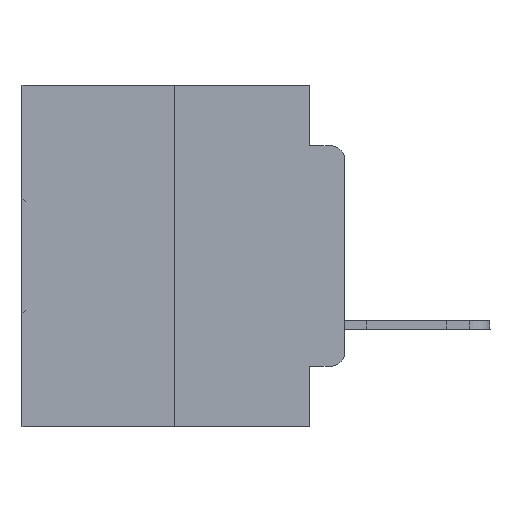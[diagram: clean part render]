
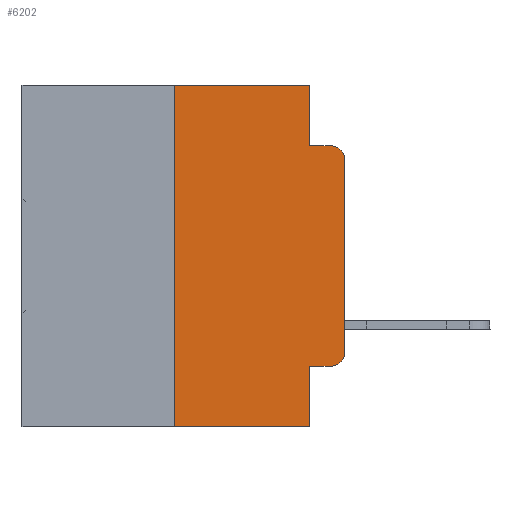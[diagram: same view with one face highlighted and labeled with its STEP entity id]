
A CAD part, left-side view. The second image highlights one B-rep face of the part: STEP entity #6202.
In plain terms, the highlighted planar face has unit normal (-1, 0, 0).
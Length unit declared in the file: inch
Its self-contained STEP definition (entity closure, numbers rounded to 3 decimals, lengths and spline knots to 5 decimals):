
#462 = VECTOR ( 'NONE', #27949, 39.37008 ) ;
#1324 = PLANE ( 'NONE',  #9838 ) ;
#1910 = VERTEX_POINT ( 'NONE', #13325 ) ;
#1984 = CARTESIAN_POINT ( 'NONE',  ( 0., 0.25, 0. ) ) ;
#2086 = EDGE_CURVE ( 'NONE', #1910, #26902, #29428, .T. ) ;
#3156 = FACE_OUTER_BOUND ( 'NONE', #23972, .T. ) ;
#3406 = EDGE_CURVE ( 'NONE', #11067, #15565, #9967, .T. ) ;
#3648 = EDGE_CURVE ( 'NONE', #22062, #27454, #19250, .T. ) ;
#3672 = DIRECTION ( 'NONE',  ( 1., 0., 0. ) ) ;
#3922 = CARTESIAN_POINT ( 'NONE',  ( 0., 0., -0.1085 ) ) ;
#4308 = DIRECTION ( 'NONE',  ( -1., 0., 0. ) ) ;
#4329 = ORIENTED_EDGE ( 'NONE', *, *, #25225, .T. ) ;
#4395 = DIRECTION ( 'NONE',  ( 0., 0., -1. ) ) ;
#4599 = VERTEX_POINT ( 'NONE', #12304 ) ;
#5346 = VECTOR ( 'NONE', #16732, 39.37008 ) ;
#5810 = EDGE_CURVE ( 'NONE', #15565, #27659, #16257, .T. ) ;
#6202 = ADVANCED_FACE ( 'NONE', ( #3156 ), #1324, .F. ) ;
#6319 = VECTOR ( 'NONE', #23089, 39.37008 ) ;
#8875 = CARTESIAN_POINT ( 'NONE',  ( 0., 0.473, -0.5 ) ) ;
#9529 = VECTOR ( 'NONE', #13858, 39.37008 ) ;
#9838 = AXIS2_PLACEMENT_3D ( 'NONE', #10870, #3672, #13488 ) ;
#9967 = CIRCLE ( 'NONE', #21727, 0.02 ) ;
#10239 = ORIENTED_EDGE ( 'NONE', *, *, #20691, .T. ) ;
#10285 = VECTOR ( 'NONE', #17876, 39.37008 ) ;
#10364 = CARTESIAN_POINT ( 'NONE',  ( 0., 0.051, 0. ) ) ;
#10478 = VECTOR ( 'NONE', #11970, 39.37008 ) ;
#10782 = ORIENTED_EDGE ( 'NONE', *, *, #21377, .F. ) ;
#10792 = CARTESIAN_POINT ( 'NONE',  ( 0., 0., 0. ) ) ;
#10870 = CARTESIAN_POINT ( 'NONE',  ( 0., 0.473, 0. ) ) ;
#11067 = VERTEX_POINT ( 'NONE', #25905 ) ;
#11970 = DIRECTION ( 'NONE',  ( 0., 0., -1. ) ) ;
#12222 = CARTESIAN_POINT ( 'NONE',  ( 0., 0.051, -0.4115 ) ) ;
#12304 = CARTESIAN_POINT ( 'NONE',  ( 0., 0.051, -0.0885 ) ) ;
#13325 = CARTESIAN_POINT ( 'NONE',  ( 0., 0.25, -0.5 ) ) ;
#13488 = DIRECTION ( 'NONE',  ( 0., 0., -1. ) ) ;
#13858 = DIRECTION ( 'NONE',  ( 0., -1., 0. ) ) ;
#15565 = VERTEX_POINT ( 'NONE', #22972 ) ;
#15884 = LINE ( 'NONE', #28128, #9529 ) ;
#15950 = ORIENTED_EDGE ( 'NONE', *, *, #3648, .F. ) ;
#16257 = LINE ( 'NONE', #10792, #10285 ) ;
#16291 = VECTOR ( 'NONE', #19628, 39.37008 ) ;
#16732 = DIRECTION ( 'NONE',  ( 0., -1., 0. ) ) ;
#16966 = ORIENTED_EDGE ( 'NONE', *, *, #27251, .F. ) ;
#17394 = CARTESIAN_POINT ( 'NONE',  ( 0., 0.25, 0. ) ) ;
#17530 = VERTEX_POINT ( 'NONE', #18756 ) ;
#17563 = EDGE_CURVE ( 'NONE', #27659, #26456, #26475, .T. ) ;
#17876 = DIRECTION ( 'NONE',  ( 0., 0., 1. ) ) ;
#18019 = LINE ( 'NONE', #21406, #5346 ) ;
#18628 = VECTOR ( 'NONE', #25400, 39.37008 ) ;
#18756 = CARTESIAN_POINT ( 'NONE',  ( 0., 0.051, 0. ) ) ;
#18786 = LINE ( 'NONE', #8875, #462 ) ;
#19024 = CARTESIAN_POINT ( 'NONE',  ( 0., 0.051, 0. ) ) ;
#19250 = LINE ( 'NONE', #10364, #16291 ) ;
#19628 = DIRECTION ( 'NONE',  ( 0., 0., -1. ) ) ;
#19785 = LINE ( 'NONE', #19024, #10478 ) ;
#19940 = CARTESIAN_POINT ( 'NONE',  ( 0., 0.051, -0.5 ) ) ;
#20194 = ORIENTED_EDGE ( 'NONE', *, *, #3406, .T. ) ;
#20664 = ORIENTED_EDGE ( 'NONE', *, *, #17563, .T. ) ;
#20691 = EDGE_CURVE ( 'NONE', #1910, #27454, #18786, .T. ) ;
#21245 = CARTESIAN_POINT ( 'NONE',  ( 0., 0.02, -0.3915 ) ) ;
#21377 = EDGE_CURVE ( 'NONE', #4599, #26456, #18019, .T. ) ;
#21406 = CARTESIAN_POINT ( 'NONE',  ( 0., 0.051, -0.0885 ) ) ;
#21727 = AXIS2_PLACEMENT_3D ( 'NONE', #21245, #4308, #28468 ) ;
#22062 = VERTEX_POINT ( 'NONE', #12222 ) ;
#22344 = LINE ( 'NONE', #28038, #18628 ) ;
#22764 = ORIENTED_EDGE ( 'NONE', *, *, #2086, .F. ) ;
#22905 = EDGE_CURVE ( 'NONE', #17530, #4599, #19785, .T. ) ;
#22972 = CARTESIAN_POINT ( 'NONE',  ( 0., 0., -0.3915 ) ) ;
#23089 = DIRECTION ( 'NONE',  ( 0., 0., 1. ) ) ;
#23751 = CARTESIAN_POINT ( 'NONE',  ( 0., 0.02, -0.1085 ) ) ;
#23972 = EDGE_LOOP ( 'NONE', ( #27937, #20664, #10782, #28885, #16966, #22764, #10239, #15950, #4329, #20194 ) ) ;
#25225 = EDGE_CURVE ( 'NONE', #22062, #11067, #22344, .T. ) ;
#25400 = DIRECTION ( 'NONE',  ( 0., -1., 0. ) ) ;
#25429 = CARTESIAN_POINT ( 'NONE',  ( 0., 0.02, -0.0885 ) ) ;
#25905 = CARTESIAN_POINT ( 'NONE',  ( 0., 0.02, -0.4115 ) ) ;
#26456 = VERTEX_POINT ( 'NONE', #25429 ) ;
#26475 = CIRCLE ( 'NONE', #28067, 0.02 ) ;
#26902 = VERTEX_POINT ( 'NONE', #17394 ) ;
#27251 = EDGE_CURVE ( 'NONE', #26902, #17530, #15884, .T. ) ;
#27454 = VERTEX_POINT ( 'NONE', #19940 ) ;
#27659 = VERTEX_POINT ( 'NONE', #3922 ) ;
#27937 = ORIENTED_EDGE ( 'NONE', *, *, #5810, .T. ) ;
#27949 = DIRECTION ( 'NONE',  ( 0., -1., 0. ) ) ;
#28038 = CARTESIAN_POINT ( 'NONE',  ( 0., 0.051, -0.4115 ) ) ;
#28067 = AXIS2_PLACEMENT_3D ( 'NONE', #23751, #30640, #4395 ) ;
#28128 = CARTESIAN_POINT ( 'NONE',  ( 0., 0.473, 0. ) ) ;
#28468 = DIRECTION ( 'NONE',  ( 0., 0., -1. ) ) ;
#28885 = ORIENTED_EDGE ( 'NONE', *, *, #22905, .F. ) ;
#29428 = LINE ( 'NONE', #1984, #6319 ) ;
#30640 = DIRECTION ( 'NONE',  ( -1., 0., 0. ) ) ;
